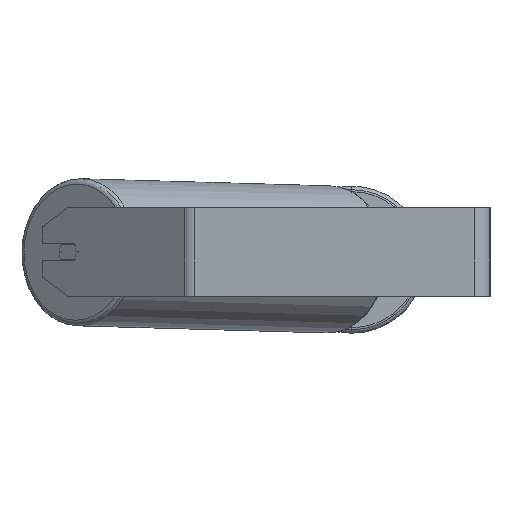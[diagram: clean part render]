
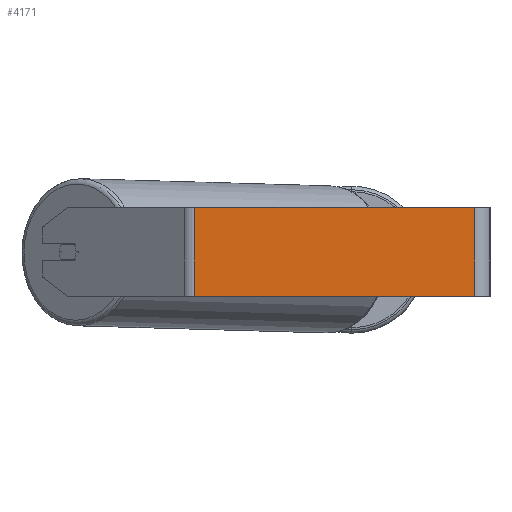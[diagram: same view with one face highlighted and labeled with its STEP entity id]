
A CAD part, left-side view. The second image highlights one B-rep face of the part: STEP entity #4171.
In plain terms, the highlighted planar face has unit normal (-1, 0, 0).
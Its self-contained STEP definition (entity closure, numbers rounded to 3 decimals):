
#50 = EDGE_CURVE ( 'NONE', #6784, #3973, #6852, .T. ) ;
#299 = EDGE_CURVE ( 'NONE', #3973, #3067, #2632, .T. ) ;
#636 = VERTEX_POINT ( 'NONE', #7444 ) ;
#1397 = CARTESIAN_POINT ( 'NONE',  ( -605., 267.098, 40. ) ) ;
#1478 = VECTOR ( 'NONE', #6571, 1000. ) ;
#1611 = CARTESIAN_POINT ( 'NONE',  ( -605., 14., -40. ) ) ;
#1666 = DIRECTION ( 'NONE',  ( 0., -1., 0. ) ) ;
#1860 = EDGE_CURVE ( 'NONE', #636, #3067, #2665, .T. ) ;
#1895 = ORIENTED_EDGE ( 'NONE', *, *, #7539, .F. ) ;
#2403 = CARTESIAN_POINT ( 'NONE',  ( -605., 267.098, -40. ) ) ;
#2631 = EDGE_LOOP ( 'NONE', ( #2959, #3348, #1895, #5076 ) ) ;
#2632 = LINE ( 'NONE', #4534, #1478 ) ;
#2652 = CARTESIAN_POINT ( 'NONE',  ( -605., 272.194, 40. ) ) ;
#2665 = LINE ( 'NONE', #8646, #6453 ) ;
#2959 = ORIENTED_EDGE ( 'NONE', *, *, #299, .T. ) ;
#3036 = CARTESIAN_POINT ( 'NONE',  ( -605., 272.194, 40. ) ) ;
#3067 = VERTEX_POINT ( 'NONE', #1611 ) ;
#3316 = FACE_OUTER_BOUND ( 'NONE', #2631, .T. ) ;
#3348 = ORIENTED_EDGE ( 'NONE', *, *, #1860, .F. ) ;
#3973 = VERTEX_POINT ( 'NONE', #2403 ) ;
#4111 = DIRECTION ( 'NONE',  ( 0., 0., -1. ) ) ;
#4171 = ADVANCED_FACE ( 'NONE', ( #3316 ), #8734, .F. ) ;
#4534 = CARTESIAN_POINT ( 'NONE',  ( -605., 272.194, -40. ) ) ;
#4593 = VECTOR ( 'NONE', #1666, 1000. ) ;
#5076 = ORIENTED_EDGE ( 'NONE', *, *, #50, .T. ) ;
#5357 = DIRECTION ( 'NONE',  ( 0., 0., -1. ) ) ;
#5431 = VECTOR ( 'NONE', #4111, 1000. ) ;
#6319 = LINE ( 'NONE', #3036, #4593 ) ;
#6453 = VECTOR ( 'NONE', #5357, 1000. ) ;
#6571 = DIRECTION ( 'NONE',  ( 0., -1., 0. ) ) ;
#6784 = VERTEX_POINT ( 'NONE', #6855 ) ;
#6852 = LINE ( 'NONE', #1397, #5431 ) ;
#6855 = CARTESIAN_POINT ( 'NONE',  ( -605., 267.098, 40. ) ) ;
#6910 = DIRECTION ( 'NONE',  ( 0., 0., -1. ) ) ;
#7444 = CARTESIAN_POINT ( 'NONE',  ( -605., 14., 40. ) ) ;
#7520 = AXIS2_PLACEMENT_3D ( 'NONE', #2652, #8240, #6910 ) ;
#7539 = EDGE_CURVE ( 'NONE', #6784, #636, #6319, .T. ) ;
#8240 = DIRECTION ( 'NONE',  ( 1., 0., 0. ) ) ;
#8646 = CARTESIAN_POINT ( 'NONE',  ( -605., 14., 40. ) ) ;
#8734 = PLANE ( 'NONE',  #7520 ) ;
